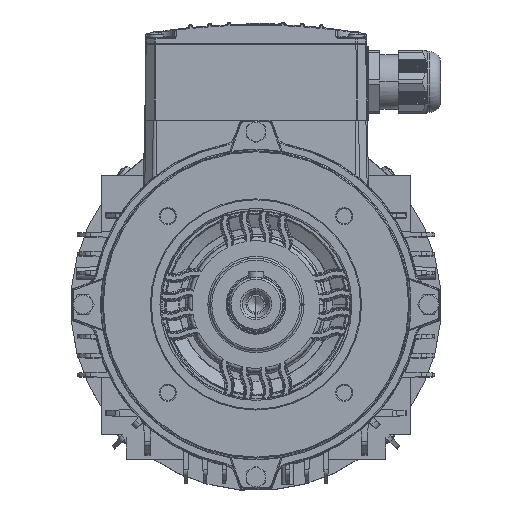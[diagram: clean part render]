
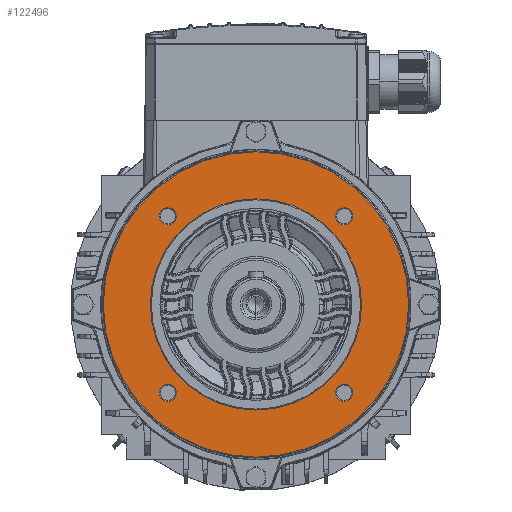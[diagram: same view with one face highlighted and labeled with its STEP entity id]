
A CAD part, top view. The second image highlights one B-rep face of the part: STEP entity #122496.
In plain terms, the highlighted planar face has unit normal (0, 0, 1).
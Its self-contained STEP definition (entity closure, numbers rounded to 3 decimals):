
#1700 = EDGE_CURVE ( 'NONE', #10801, #99932, #64362, .T. ) ;
#4766 = DIRECTION ( 'NONE',  ( 0., 0., -1. ) ) ;
#5164 = CARTESIAN_POINT ( 'NONE',  ( 55., 0., 233. ) ) ;
#6182 = DIRECTION ( 'NONE',  ( 0., 0., -1. ) ) ;
#7756 = ORIENTED_EDGE ( 'NONE', *, *, #59464, .F. ) ;
#8370 = AXIS2_PLACEMENT_3D ( 'NONE', #36598, #4766, #82393 ) ;
#9633 = DIRECTION ( 'NONE',  ( -1., 0., 0. ) ) ;
#10801 = VERTEX_POINT ( 'NONE', #23489 ) ;
#14747 = CARTESIAN_POINT ( 'NONE',  ( 41.462, -45.962, 233. ) ) ;
#15352 = FACE_BOUND ( 'NONE', #117334, .T. ) ;
#15357 = VERTEX_POINT ( 'NONE', #58800 ) ;
#16069 = PLANE ( 'NONE',  #117610 ) ;
#16804 = DIRECTION ( 'NONE',  ( 0., 0., -1. ) ) ;
#18796 = DIRECTION ( 'NONE',  ( -1., 0., 0. ) ) ;
#19346 = CIRCLE ( 'NONE', #137394, 4.5 ) ;
#19831 = EDGE_CURVE ( 'NONE', #74662, #44719, #138707, .T. ) ;
#20484 = ORIENTED_EDGE ( 'NONE', *, *, #131565, .T. ) ;
#20681 = CARTESIAN_POINT ( 'NONE',  ( -45.962, -45.962, 233. ) ) ;
#23489 = CARTESIAN_POINT ( 'NONE',  ( -41.462, 45.962, 233. ) ) ;
#27003 = ORIENTED_EDGE ( 'NONE', *, *, #100957, .F. ) ;
#28250 = CIRCLE ( 'NONE', #30645, 4.5 ) ;
#28570 = CARTESIAN_POINT ( 'NONE',  ( 0., 0., 233. ) ) ;
#28799 = CIRCLE ( 'NONE', #59485, 4.5 ) ;
#28859 = AXIS2_PLACEMENT_3D ( 'NONE', #112918, #132897, #31661 ) ;
#30645 = AXIS2_PLACEMENT_3D ( 'NONE', #85452, #123757, #65411 ) ;
#31661 = DIRECTION ( 'NONE',  ( -1., 0., 0. ) ) ;
#32839 = CARTESIAN_POINT ( 'NONE',  ( -50.462, 45.962, 233. ) ) ;
#34392 = EDGE_LOOP ( 'NONE', ( #51324, #46168 ) ) ;
#34899 = AXIS2_PLACEMENT_3D ( 'NONE', #108974, #96439, #18796 ) ;
#36598 = CARTESIAN_POINT ( 'NONE',  ( 45.962, -45.962, 233. ) ) ;
#36902 = DIRECTION ( 'NONE',  ( 0., 0., 1. ) ) ;
#36991 = VERTEX_POINT ( 'NONE', #114026 ) ;
#37234 = VERTEX_POINT ( 'NONE', #64383 ) ;
#37479 = VERTEX_POINT ( 'NONE', #5164 ) ;
#38064 = EDGE_LOOP ( 'NONE', ( #123410, #45170 ) ) ;
#39656 = CIRCLE ( 'NONE', #34899, 4.5 ) ;
#41061 = CARTESIAN_POINT ( 'NONE',  ( -41.462, -45.962, 233. ) ) ;
#42855 = EDGE_LOOP ( 'NONE', ( #60930, #119424 ) ) ;
#44038 = AXIS2_PLACEMENT_3D ( 'NONE', #96333, #6182, #51956 ) ;
#44719 = VERTEX_POINT ( 'NONE', #124372 ) ;
#45170 = ORIENTED_EDGE ( 'NONE', *, *, #137028, .T. ) ;
#46168 = ORIENTED_EDGE ( 'NONE', *, *, #138699, .T. ) ;
#48144 = CARTESIAN_POINT ( 'NONE',  ( 0., 0., 233. ) ) ;
#50180 = EDGE_CURVE ( 'NONE', #99932, #10801, #39656, .T. ) ;
#51324 = ORIENTED_EDGE ( 'NONE', *, *, #19831, .T. ) ;
#51956 = DIRECTION ( 'NONE',  ( -1., 0., 0. ) ) ;
#52738 = CIRCLE ( 'NONE', #116500, 55. ) ;
#53356 = DIRECTION ( 'NONE',  ( 0., 0., 1. ) ) ;
#57131 = CIRCLE ( 'NONE', #28859, 4.5 ) ;
#58290 = CIRCLE ( 'NONE', #133692, 55. ) ;
#58800 = CARTESIAN_POINT ( 'NONE',  ( 41.462, 45.962, 233. ) ) ;
#59464 = EDGE_CURVE ( 'NONE', #37479, #143471, #52738, .T. ) ;
#59485 = AXIS2_PLACEMENT_3D ( 'NONE', #64281, #107206, #98279 ) ;
#60930 = ORIENTED_EDGE ( 'NONE', *, *, #69691, .T. ) ;
#61158 = CARTESIAN_POINT ( 'NONE',  ( 0., 55., 233. ) ) ;
#64281 = CARTESIAN_POINT ( 'NONE',  ( 45.962, 45.962, 233. ) ) ;
#64362 = CIRCLE ( 'NONE', #87918, 4.5 ) ;
#64383 = CARTESIAN_POINT ( 'NONE',  ( 50.462, -45.962, 233. ) ) ;
#65411 = DIRECTION ( 'NONE',  ( -1., 0., 0. ) ) ;
#69691 = EDGE_CURVE ( 'NONE', #36991, #15357, #28799, .T. ) ;
#72144 = CIRCLE ( 'NONE', #8370, 4.5 ) ;
#73677 = DIRECTION ( 'NONE',  ( 0., 0., 1. ) ) ;
#74165 = VERTEX_POINT ( 'NONE', #41061 ) ;
#74662 = VERTEX_POINT ( 'NONE', #80506 ) ;
#74834 = CARTESIAN_POINT ( 'NONE',  ( 0., 0., 233. ) ) ;
#76317 = AXIS2_PLACEMENT_3D ( 'NONE', #28570, #73677, #84035 ) ;
#78911 = ORIENTED_EDGE ( 'NONE', *, *, #1700, .T. ) ;
#80506 = CARTESIAN_POINT ( 'NONE',  ( -79.509, 0., 233. ) ) ;
#82393 = DIRECTION ( 'NONE',  ( -1., 0., 0. ) ) ;
#84035 = DIRECTION ( 'NONE',  ( -1., 0., 0. ) ) ;
#84088 = FACE_BOUND ( 'NONE', #42855, .T. ) ;
#84917 = EDGE_LOOP ( 'NONE', ( #78911, #131000 ) ) ;
#85082 = DIRECTION ( 'NONE',  ( -1., 0., 0. ) ) ;
#85452 = CARTESIAN_POINT ( 'NONE',  ( 45.962, -45.962, 233. ) ) ;
#87918 = AXIS2_PLACEMENT_3D ( 'NONE', #114758, #112575, #101476 ) ;
#94457 = FACE_BOUND ( 'NONE', #38064, .T. ) ;
#95182 = FACE_BOUND ( 'NONE', #84917, .T. ) ;
#95263 = CARTESIAN_POINT ( 'NONE',  ( 0., 0., 233. ) ) ;
#95406 = EDGE_CURVE ( 'NONE', #74165, #137654, #19346, .T. ) ;
#96333 = CARTESIAN_POINT ( 'NONE',  ( 45.962, 45.962, 233. ) ) ;
#96439 = DIRECTION ( 'NONE',  ( 0., 0., -1. ) ) ;
#96600 = FACE_OUTER_BOUND ( 'NONE', #34392, .T. ) ;
#97601 = CARTESIAN_POINT ( 'NONE',  ( -50.462, -45.962, 233. ) ) ;
#98279 = DIRECTION ( 'NONE',  ( -1., 0., 0. ) ) ;
#99932 = VERTEX_POINT ( 'NONE', #32839 ) ;
#100957 = EDGE_CURVE ( 'NONE', #143471, #37479, #58290, .T. ) ;
#101385 = EDGE_CURVE ( 'NONE', #15357, #36991, #107778, .T. ) ;
#101476 = DIRECTION ( 'NONE',  ( -1., 0., 0. ) ) ;
#104881 = DIRECTION ( 'NONE',  ( 1., 0., 0. ) ) ;
#105703 = AXIS2_PLACEMENT_3D ( 'NONE', #48144, #119041, #85082 ) ;
#105816 = VERTEX_POINT ( 'NONE', #14747 ) ;
#106256 = FACE_BOUND ( 'NONE', #137390, .T. ) ;
#107206 = DIRECTION ( 'NONE',  ( 0., 0., -1. ) ) ;
#107704 = DIRECTION ( 'NONE',  ( -1., 0., 0. ) ) ;
#107778 = CIRCLE ( 'NONE', #44038, 4.5 ) ;
#108974 = CARTESIAN_POINT ( 'NONE',  ( -45.962, 45.962, 233. ) ) ;
#109767 = CARTESIAN_POINT ( 'NONE',  ( -55., 0., 233. ) ) ;
#112575 = DIRECTION ( 'NONE',  ( 0., 0., -1. ) ) ;
#112918 = CARTESIAN_POINT ( 'NONE',  ( -45.962, -45.962, 233. ) ) ;
#114026 = CARTESIAN_POINT ( 'NONE',  ( 50.462, 45.962, 233. ) ) ;
#114758 = CARTESIAN_POINT ( 'NONE',  ( -45.962, 45.962, 233. ) ) ;
#116500 = AXIS2_PLACEMENT_3D ( 'NONE', #74834, #53356, #141369 ) ;
#117334 = EDGE_LOOP ( 'NONE', ( #7756, #27003 ) ) ;
#117610 = AXIS2_PLACEMENT_3D ( 'NONE', #61158, #16804, #107704 ) ;
#119041 = DIRECTION ( 'NONE',  ( 0., 0., 1. ) ) ;
#119424 = ORIENTED_EDGE ( 'NONE', *, *, #101385, .T. ) ;
#122496 = ADVANCED_FACE ( 'NONE', ( #94457, #106256, #84088, #95182, #96600, #15352 ), #16069, .F. ) ;
#123410 = ORIENTED_EDGE ( 'NONE', *, *, #95406, .T. ) ;
#123757 = DIRECTION ( 'NONE',  ( 0., 0., -1. ) ) ;
#124372 = CARTESIAN_POINT ( 'NONE',  ( 79.509, 0., 233. ) ) ;
#131000 = ORIENTED_EDGE ( 'NONE', *, *, #50180, .T. ) ;
#131565 = EDGE_CURVE ( 'NONE', #105816, #37234, #72144, .T. ) ;
#132897 = DIRECTION ( 'NONE',  ( 0., 0., -1. ) ) ;
#133692 = AXIS2_PLACEMENT_3D ( 'NONE', #95263, #36902, #104881 ) ;
#135373 = CIRCLE ( 'NONE', #76317, 79.509 ) ;
#136685 = DIRECTION ( 'NONE',  ( 0., 0., -1. ) ) ;
#137028 = EDGE_CURVE ( 'NONE', #137654, #74165, #57131, .T. ) ;
#137390 = EDGE_LOOP ( 'NONE', ( #143806, #20484 ) ) ;
#137394 = AXIS2_PLACEMENT_3D ( 'NONE', #20681, #136685, #9633 ) ;
#137654 = VERTEX_POINT ( 'NONE', #97601 ) ;
#138699 = EDGE_CURVE ( 'NONE', #44719, #74662, #135373, .T. ) ;
#138707 = CIRCLE ( 'NONE', #105703, 79.509 ) ;
#141369 = DIRECTION ( 'NONE',  ( 1., 0., 0. ) ) ;
#143471 = VERTEX_POINT ( 'NONE', #109767 ) ;
#143806 = ORIENTED_EDGE ( 'NONE', *, *, #144304, .T. ) ;
#144304 = EDGE_CURVE ( 'NONE', #37234, #105816, #28250, .T. ) ;
